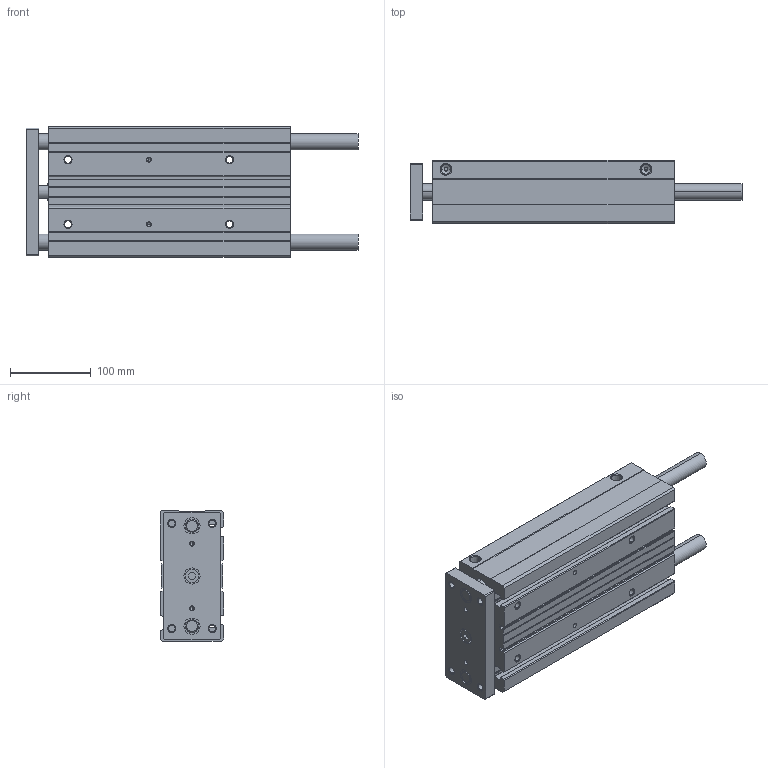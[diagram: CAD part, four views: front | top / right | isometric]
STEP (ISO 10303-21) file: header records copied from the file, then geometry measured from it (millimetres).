
FILE_DESCRIPTION (( 'STEP AP203' ), '1' );
FILE_NAME ('E63M250MD-M.step', '2021-03-08T16:03:29', ( '' ), ( '' ), 'SwSTEP 2.0', 'SolidWorks 2019', '' );
FILE_SCHEMA (( 'CONFIG_CONTROL_DESIGN' ));
Length unit declared in the file: millimetre
Products named in the file (3): E63M250MD-M; E63M250MD-M_BODY; E63M250MD-M_ENDPLATE
Assembly tree (2 placements, depth 2):
  E63M250MD-M
    E63M250MD-M_BODY
    E63M250MD-M_ENDPLATE
Bounding box: 411 x 78 x 162 mm (x, y, z)
Volume: 3004280.6 mm3; surface area: 445343.2 mm2
Topology: 5 solids, 5 shells, 421 faces, 1074 edges, 673 vertices
Faces by surface type: cylinder 190, plane 139, cone 92
Entity records: 13142 total; most frequent: CARTESIAN_POINT 2358, DIRECTION 2333, ORIENTED_EDGE 2100, EDGE_CURVE 1050, AXIS2_PLACEMENT_3D 874, VERTEX_POINT 673, LINE 585, VECTOR 585
